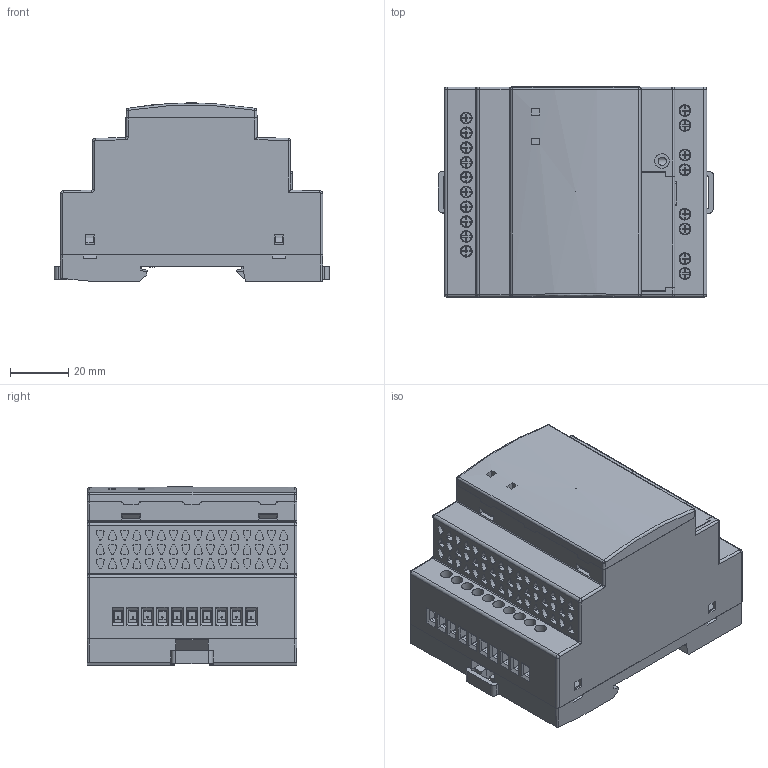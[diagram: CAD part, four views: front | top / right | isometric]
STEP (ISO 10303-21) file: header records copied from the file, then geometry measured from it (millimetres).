
FILE_DESCRIPTION(/* description */ ('Unknown'),/* implementation_level */ '2;1');
FILE_NAME(/* name */ '4M_BASE_DC WITH-OUT DISPLAY',/* time_stamp */ '2024-01-03T17:24:48+06:00',/* author */ ('Unknown'),/* organization */ ('Unknown'),/* preprocessor_version */ 'ST-DEVELOPER v18.102',/* originating_system */ 'Solid Edge',/* authorisation */ 'Unknown');
FILE_SCHEMA (('AUTOMOTIVE_DESIGN {1 0 10303 214 3 1 1}'));
Products named in the file (9): 4M_BASE ext ; 8F1706 HOUSING_STEP_CAD; 8F1693 REV 01 4M BASE DC FOR  BASE UNIT OF GENIE PRO 0305.23y; 8F1709_REV _00  _4M W-O DISPLAY BASE FRONT PLATE THEBEN; TIANLI 5.08 PITCH 2 PIN TERMINAL height 16.5; MJN010_REV00_PARTY_KAIFENG_JULY17; 8F1740_8F1741_8F1742_REV00 BOTTOM ADAPTOR SD CARD FOR 4M  GENIE PRO (
crouzet); 1F1109_REV_02_DINRAIL_CLIP; 8A3200_REV00 M3.5 x 0.6P SMALL WASHER {5.0 X 5.0 X 7.8 mm}
Assembly tree (17 placements, depth 2):
  4M_BASE ext 
    8F1706 HOUSING_STEP_CAD
    8F1693 REV 01 4M BASE DC FOR  BASE UNIT OF GENIE PRO 0305.23y
    8F1709_REV _00  _4M W-O DISPLAY BASE FRONT PLATE THEBEN
    TIANLI 5.08 PITCH 2 PIN TERMINAL height 16.5  x9
    MJN010_REV00_PARTY_KAIFENG_JULY17
    8F1740_8F1741_8F1742_REV00 BOTTOM ADAPTOR SD CARD FOR 4M  GENIE PRO (
crouzet)
    1F1109_REV_02_DINRAIL_CLIP  x2
    8A3200_REV00 M3.5 x 0.6P SMALL WASHER {5.0 X 5.0 X 7.8 mm}
Bounding box: 94.47 x 72 x 61.18 mm (x, y, z)
Volume: 277264.1 mm3; surface area: 103893.6 mm2
Topology: 59 solids, 60 shells, 4419 faces, 12219 edges, 7961 vertices
Faces by surface type: plane 3258, cylinder 937, bspline 94, cone 72, sphere 38, torus 20
Full cylindrical faces by diameter (mm): 0.087 x9, 0.1 x1, 0.125 x9, 0.2 x9, 0.5 x19, 1.4 x1, 1.9 x4, 2.85 x1, 3.2 x1, 3.5 x19, 3.96 x18, 4 x21, 5 x1
Entity records: 85430 total; most frequent: CARTESIAN_POINT 17796, ORIENTED_EDGE 13034, DIRECTION 12917, EDGE_CURVE 6517, LINE 4561, VECTOR 4561, VERTEX_POINT 4270, AXIS2_PLACEMENT_3D 4178
